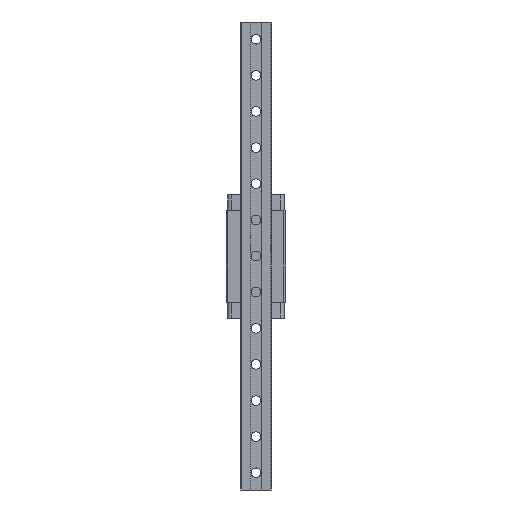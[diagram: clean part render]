
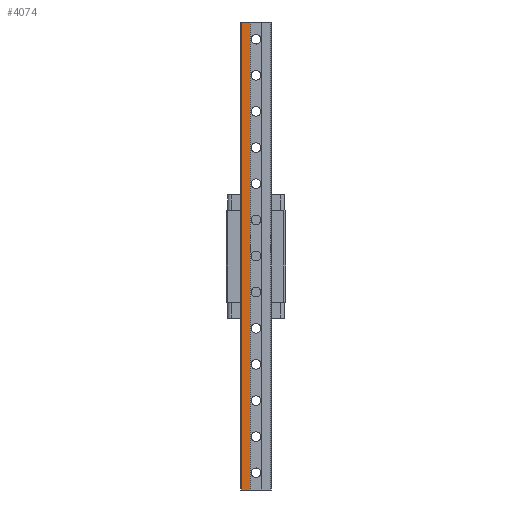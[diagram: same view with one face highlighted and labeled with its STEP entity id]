
A CAD part, front view. The second image highlights one B-rep face of the part: STEP entity #4074.
In plain terms, the highlighted planar face has unit normal (0, -1, 0).
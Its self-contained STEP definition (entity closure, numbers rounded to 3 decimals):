
#676 = EDGE_CURVE ( 'NONE', #15392, #15166, #2116, .T. ) ;
#879 = DIRECTION ( 'NONE',  ( 1., 0., 0. ) ) ;
#994 = CARTESIAN_POINT ( 'NONE',  ( -1.938, -17.91, 680. ) ) ;
#1274 = ORIENTED_EDGE ( 'NONE', *, *, #6973, .T. ) ;
#1937 = CARTESIAN_POINT ( 'NONE',  ( -10.338, -17.91, 680. ) ) ;
#2116 = LINE ( 'NONE', #994, #8866 ) ;
#4074 = ADVANCED_FACE ( 'NONE', ( #17799 ), #24463, .T. ) ;
#5019 = CARTESIAN_POINT ( 'NONE',  ( -23.038, -17.91, 0. ) ) ;
#6665 = ORIENTED_EDGE ( 'NONE', *, *, #676, .F. ) ;
#6973 = EDGE_CURVE ( 'NONE', #15392, #8686, #22957, .T. ) ;
#8527 = CARTESIAN_POINT ( 'NONE',  ( -23.038, -17.91, 680. ) ) ;
#8557 = DIRECTION ( 'NONE',  ( 1., 0., 0. ) ) ;
#8686 = VERTEX_POINT ( 'NONE', #5019 ) ;
#8866 = VECTOR ( 'NONE', #879, 1000. ) ;
#9399 = CARTESIAN_POINT ( 'NONE',  ( -10.338, -17.91, 0. ) ) ;
#12646 = VECTOR ( 'NONE', #8557, 1000. ) ;
#13089 = LINE ( 'NONE', #9399, #31709 ) ;
#15139 = EDGE_LOOP ( 'NONE', ( #1274, #28481, #24889, #6665 ) ) ;
#15166 = VERTEX_POINT ( 'NONE', #1937 ) ;
#15392 = VERTEX_POINT ( 'NONE', #8527 ) ;
#15433 = VECTOR ( 'NONE', #26617, 1000. ) ;
#17799 = FACE_OUTER_BOUND ( 'NONE', #15139, .T. ) ;
#20211 = EDGE_CURVE ( 'NONE', #23263, #15166, #13089, .T. ) ;
#20618 = EDGE_CURVE ( 'NONE', #8686, #23263, #26153, .T. ) ;
#22118 = DIRECTION ( 'NONE',  ( 0., 0., 1. ) ) ;
#22957 = LINE ( 'NONE', #26493, #15433 ) ;
#23263 = VERTEX_POINT ( 'NONE', #27061 ) ;
#24082 = DIRECTION ( 'NONE',  ( 0., 0., -1. ) ) ;
#24105 = DIRECTION ( 'NONE',  ( 0., -1., 0. ) ) ;
#24151 = CARTESIAN_POINT ( 'NONE',  ( 20.562, -17.91, 0. ) ) ;
#24463 = PLANE ( 'NONE',  #32399 ) ;
#24889 = ORIENTED_EDGE ( 'NONE', *, *, #20211, .T. ) ;
#26153 = LINE ( 'NONE', #28926, #12646 ) ;
#26493 = CARTESIAN_POINT ( 'NONE',  ( -23.038, -17.91, 0. ) ) ;
#26617 = DIRECTION ( 'NONE',  ( 0., 0., -1. ) ) ;
#27061 = CARTESIAN_POINT ( 'NONE',  ( -10.338, -17.91, 0. ) ) ;
#28481 = ORIENTED_EDGE ( 'NONE', *, *, #20618, .T. ) ;
#28926 = CARTESIAN_POINT ( 'NONE',  ( -1.938, -17.91, 0. ) ) ;
#31709 = VECTOR ( 'NONE', #22118, 1000. ) ;
#32399 = AXIS2_PLACEMENT_3D ( 'NONE', #24151, #24105, #24082 ) ;
